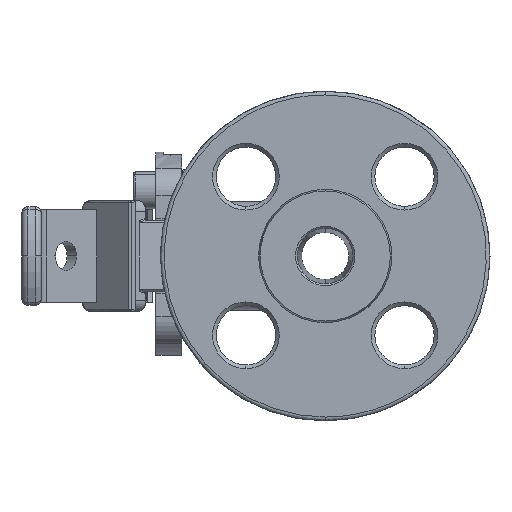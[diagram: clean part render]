
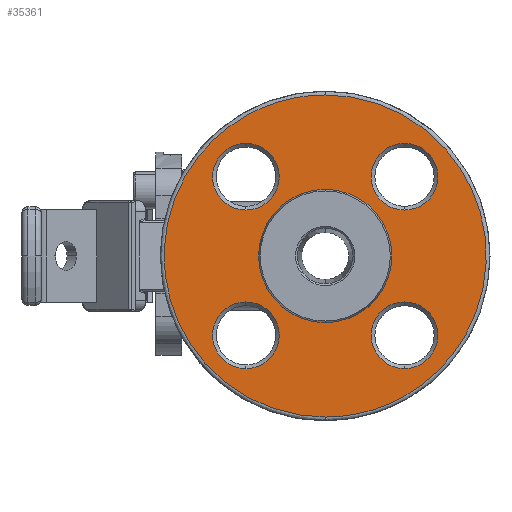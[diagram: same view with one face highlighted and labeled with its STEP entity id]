
A CAD part, left-side view. The second image highlights one B-rep face of the part: STEP entity #35361.
In plain terms, the highlighted planar face has unit normal (-1, 0, 0).
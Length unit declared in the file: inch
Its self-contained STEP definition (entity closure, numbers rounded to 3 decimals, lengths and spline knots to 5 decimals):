
#17 = CARTESIAN_POINT ( 'NONE',  ( -2.23613, -0.98995, 0.48779 ) ) ;
#406 = ORIENTED_EDGE ( 'NONE', *, *, #7640, .T. ) ;
#501 = VERTEX_POINT ( 'NONE', #35402 ) ;
#573 = CARTESIAN_POINT ( 'NONE',  ( -2.23613, -3.56908, 1.71063 ) ) ;
#697 = VERTEX_POINT ( 'NONE', #19287 ) ;
#744 = CARTESIAN_POINT ( 'NONE',  ( -2.23613, -0.14782, 1.71063 ) ) ;
#785 = CARTESIAN_POINT ( 'NONE',  ( -2.23613, -0.14782, 1.71063 ) ) ;
#2448 = CIRCLE ( 'NONE', #10151, 0.35433 ) ;
#3094 = CARTESIAN_POINT ( 'NONE',  ( -2.23613, -0.98995, -0.84213 ) ) ;
#3496 = VERTEX_POINT ( 'NONE', #17988 ) ;
#3559 = ORIENTED_EDGE ( 'NONE', *, *, #22767, .T. ) ;
#4880 = DIRECTION ( 'NONE',  ( 0., 0., 1. ) ) ;
#5232 = DIRECTION ( 'NONE',  ( 0., 0., 1. ) ) ;
#5702 = ORIENTED_EDGE ( 'NONE', *, *, #12868, .T. ) ;
#6232 = DIRECTION ( 'NONE',  ( -1., 0., 0. ) ) ;
#6280 = CIRCLE ( 'NONE', #41877, 0.70782 ) ;
#6701 = VERTEX_POINT ( 'NONE', #40127 ) ;
#7114 = EDGE_CURVE ( 'NONE', #22212, #697, #30484, .T. ) ;
#7610 = CARTESIAN_POINT ( 'NONE',  ( -2.23613, 0.6943, -0.48779 ) ) ;
#7640 = EDGE_CURVE ( 'NONE', #501, #15608, #43067, .T. ) ;
#7716 = CARTESIAN_POINT ( 'NONE',  ( -2.23613, 0.6943, 0.84213 ) ) ;
#8864 = FACE_BOUND ( 'NONE', #14276, .T. ) ;
#9418 = EDGE_LOOP ( 'NONE', ( #37694, #3559 ) ) ;
#9584 = DIRECTION ( 'NONE',  ( 0., 1., 0. ) ) ;
#9726 = CARTESIAN_POINT ( 'NONE',  ( -2.23613, -0.85564, 0. ) ) ;
#9962 = EDGE_CURVE ( 'NONE', #11809, #42961, #21410, .T. ) ;
#10151 = AXIS2_PLACEMENT_3D ( 'NONE', #25281, #22884, #25921 ) ;
#10184 = EDGE_CURVE ( 'NONE', #6701, #35976, #30959, .T. ) ;
#10381 = DIRECTION ( 'NONE',  ( 1., 0., 0. ) ) ;
#10454 = CIRCLE ( 'NONE', #16079, 0.35433 ) ;
#11105 =( BOUNDED_CURVE ( )  B_SPLINE_CURVE ( 3, ( #785, #573, #24270, #26905 ),
 .UNSPECIFIED., .F., .F. ) 
 B_SPLINE_CURVE_WITH_KNOTS ( ( 4, 4 ),
 ( 0., 0.5 ),
 .UNSPECIFIED. ) 
 CURVE ( )  GEOMETRIC_REPRESENTATION_ITEM ( )  RATIONAL_B_SPLINE_CURVE ( ( 1., 0.333, 0.333, 1. ) ) 
 REPRESENTATION_ITEM ( '' )  );
#11600 = VERTEX_POINT ( 'NONE', #25395 ) ;
#11809 = VERTEX_POINT ( 'NONE', #42596 ) ;
#12477 = VERTEX_POINT ( 'NONE', #18693 ) ;
#12812 = EDGE_CURVE ( 'NONE', #34634, #12477, #27495, .T. ) ;
#12868 = EDGE_CURVE ( 'NONE', #11600, #3496, #39328, .T. ) ;
#14276 = EDGE_LOOP ( 'NONE', ( #40691, #406 ) ) ;
#14740 = DIRECTION ( 'NONE',  ( 1., 0., 0. ) ) ;
#15014 = CARTESIAN_POINT ( 'NONE',  ( -2.23613, -0.14782, 1.71063 ) ) ;
#15533 = AXIS2_PLACEMENT_3D ( 'NONE', #7716, #14740, #4880 ) ;
#15608 = VERTEX_POINT ( 'NONE', #32431 ) ;
#16079 = AXIS2_PLACEMENT_3D ( 'NONE', #33978, #10381, #33762 ) ;
#16485 = DIRECTION ( 'NONE',  ( 1., 0., 0. ) ) ;
#16845 = ORIENTED_EDGE ( 'NONE', *, *, #26452, .F. ) ;
#17335 = DIRECTION ( 'NONE',  ( 1., 0., 0. ) ) ;
#17988 = CARTESIAN_POINT ( 'NONE',  ( -2.23613, -0.98995, -0.48779 ) ) ;
#18100 = CARTESIAN_POINT ( 'NONE',  ( -2.23613, 0.6943, 0.48779 ) ) ;
#18271 = EDGE_CURVE ( 'NONE', #697, #22212, #34345, .T. ) ;
#18693 = CARTESIAN_POINT ( 'NONE',  ( -2.23613, 0.6943, -1.19646 ) ) ;
#19242 = CARTESIAN_POINT ( 'NONE',  ( -2.23613, -0.14782, 0. ) ) ;
#19287 = CARTESIAN_POINT ( 'NONE',  ( -2.23613, 0.6943, 1.19646 ) ) ;
#19386 = ORIENTED_EDGE ( 'NONE', *, *, #18271, .T. ) ;
#19597 = FACE_BOUND ( 'NONE', #20525, .T. ) ;
#20525 = EDGE_LOOP ( 'NONE', ( #19386, #40934 ) ) ;
#20901 = EDGE_LOOP ( 'NONE', ( #36780, #5702 ) ) ;
#21410 =( BOUNDED_CURVE ( )  B_SPLINE_CURVE ( 3, ( #28765, #25504, #35316, #15014 ),
 .UNSPECIFIED., .F., .F. ) 
 B_SPLINE_CURVE_WITH_KNOTS ( ( 4, 4 ),
 ( 0.5, 1. ),
 .UNSPECIFIED. ) 
 CURVE ( )  GEOMETRIC_REPRESENTATION_ITEM ( )  RATIONAL_B_SPLINE_CURVE ( ( 1., 0.333, 0.333, 1. ) ) 
 REPRESENTATION_ITEM ( '' )  );
#21804 = DIRECTION ( 'NONE',  ( 0., 0., 1. ) ) ;
#21894 = CARTESIAN_POINT ( 'NONE',  ( -2.23613, -0.98995, 0.84213 ) ) ;
#22212 = VERTEX_POINT ( 'NONE', #18100 ) ;
#22224 = CIRCLE ( 'NONE', #38884, 0.35433 ) ;
#22767 = EDGE_CURVE ( 'NONE', #12477, #34634, #10454, .T. ) ;
#22845 = AXIS2_PLACEMENT_3D ( 'NONE', #28361, #38368, #21804 ) ;
#22884 = DIRECTION ( 'NONE',  ( 1., 0., 0. ) ) ;
#22901 = DIRECTION ( 'NONE',  ( 0., 0., 1. ) ) ;
#23314 = CARTESIAN_POINT ( 'NONE',  ( -2.23613, -0.98995, 0.84213 ) ) ;
#24270 = CARTESIAN_POINT ( 'NONE',  ( -2.23613, -3.56908, -1.71063 ) ) ;
#25281 = CARTESIAN_POINT ( 'NONE',  ( -2.23613, -0.98995, -0.84213 ) ) ;
#25395 = CARTESIAN_POINT ( 'NONE',  ( -2.23613, -0.98995, -1.19646 ) ) ;
#25504 = CARTESIAN_POINT ( 'NONE',  ( -2.23613, 3.27344, -1.71063 ) ) ;
#25921 = DIRECTION ( 'NONE',  ( 0., 0., 1. ) ) ;
#26452 = EDGE_CURVE ( 'NONE', #42961, #11809, #11105, .T. ) ;
#26905 = CARTESIAN_POINT ( 'NONE',  ( -2.23613, -0.14782, -1.71063 ) ) ;
#27495 = CIRCLE ( 'NONE', #30288, 0.35433 ) ;
#27756 = ORIENTED_EDGE ( 'NONE', *, *, #40071, .T. ) ;
#28361 = CARTESIAN_POINT ( 'NONE',  ( -2.23613, 0.6943, 0.84213 ) ) ;
#28765 = CARTESIAN_POINT ( 'NONE',  ( -2.23613, -0.14782, -1.71063 ) ) ;
#29803 = DIRECTION ( 'NONE',  ( 0., 0., 1. ) ) ;
#30288 = AXIS2_PLACEMENT_3D ( 'NONE', #33914, #17335, #29803 ) ;
#30360 = DIRECTION ( 'NONE',  ( 1., 0., 0. ) ) ;
#30484 = CIRCLE ( 'NONE', #22845, 0.35433 ) ;
#30912 = DIRECTION ( 'NONE',  ( 1., 0., 0. ) ) ;
#30921 = EDGE_LOOP ( 'NONE', ( #16845, #36701 ) ) ;
#30959 = CIRCLE ( 'NONE', #42783, 0.35433 ) ;
#32431 = CARTESIAN_POINT ( 'NONE',  ( -2.23613, 0.56, 0. ) ) ;
#32468 = AXIS2_PLACEMENT_3D ( 'NONE', #9726, #6232, #22901 ) ;
#32768 = DIRECTION ( 'NONE',  ( 1., 0., 0. ) ) ;
#33762 = DIRECTION ( 'NONE',  ( 0., 0., 1. ) ) ;
#33765 = AXIS2_PLACEMENT_3D ( 'NONE', #3094, #16485, #36567 ) ;
#33914 = CARTESIAN_POINT ( 'NONE',  ( -2.23613, 0.6943, -0.84213 ) ) ;
#33978 = CARTESIAN_POINT ( 'NONE',  ( -2.23613, 0.6943, -0.84213 ) ) ;
#34345 = CIRCLE ( 'NONE', #15533, 0.35433 ) ;
#34634 = VERTEX_POINT ( 'NONE', #7610 ) ;
#35191 = DIRECTION ( 'NONE',  ( 1., 0., 0. ) ) ;
#35316 = CARTESIAN_POINT ( 'NONE',  ( -2.23613, 3.27344, 1.71063 ) ) ;
#35361 = ADVANCED_FACE ( 'NONE', ( #8864, #35543, #39445, #35754, #35978, #19597 ), #39225, .T. ) ;
#35378 = AXIS2_PLACEMENT_3D ( 'NONE', #40166, #30360, #40592 ) ;
#35402 = CARTESIAN_POINT ( 'NONE',  ( -2.23613, -0.85564, 0. ) ) ;
#35543 = FACE_OUTER_BOUND ( 'NONE', #30921, .T. ) ;
#35719 = EDGE_CURVE ( 'NONE', #3496, #11600, #2448, .T. ) ;
#35754 = FACE_BOUND ( 'NONE', #20901, .T. ) ;
#35976 = VERTEX_POINT ( 'NONE', #17 ) ;
#35978 = FACE_BOUND ( 'NONE', #39504, .T. ) ;
#36567 = DIRECTION ( 'NONE',  ( 0., 0., 1. ) ) ;
#36701 = ORIENTED_EDGE ( 'NONE', *, *, #9962, .F. ) ;
#36780 = ORIENTED_EDGE ( 'NONE', *, *, #35719, .T. ) ;
#37694 = ORIENTED_EDGE ( 'NONE', *, *, #12812, .T. ) ;
#38368 = DIRECTION ( 'NONE',  ( 1., 0., 0. ) ) ;
#38884 = AXIS2_PLACEMENT_3D ( 'NONE', #21894, #35191, #5232 ) ;
#39225 = PLANE ( 'NONE',  #32468 ) ;
#39328 = CIRCLE ( 'NONE', #33765, 0.35433 ) ;
#39445 = FACE_BOUND ( 'NONE', #9418, .T. ) ;
#39504 = EDGE_LOOP ( 'NONE', ( #40130, #27756 ) ) ;
#40071 = EDGE_CURVE ( 'NONE', #35976, #6701, #22224, .T. ) ;
#40076 = DIRECTION ( 'NONE',  ( 0., 0., 1. ) ) ;
#40127 = CARTESIAN_POINT ( 'NONE',  ( -2.23613, -0.98995, 1.19646 ) ) ;
#40130 = ORIENTED_EDGE ( 'NONE', *, *, #10184, .T. ) ;
#40166 = CARTESIAN_POINT ( 'NONE',  ( -2.23613, -0.14782, 0. ) ) ;
#40592 = DIRECTION ( 'NONE',  ( 0., 1., 0. ) ) ;
#40691 = ORIENTED_EDGE ( 'NONE', *, *, #42862, .T. ) ;
#40934 = ORIENTED_EDGE ( 'NONE', *, *, #7114, .T. ) ;
#41877 = AXIS2_PLACEMENT_3D ( 'NONE', #19242, #32768, #9584 ) ;
#42596 = CARTESIAN_POINT ( 'NONE',  ( -2.23613, -0.14782, -1.71063 ) ) ;
#42783 = AXIS2_PLACEMENT_3D ( 'NONE', #23314, #30912, #40076 ) ;
#42862 = EDGE_CURVE ( 'NONE', #15608, #501, #6280, .T. ) ;
#42961 = VERTEX_POINT ( 'NONE', #744 ) ;
#43067 = CIRCLE ( 'NONE', #35378, 0.70782 ) ;
